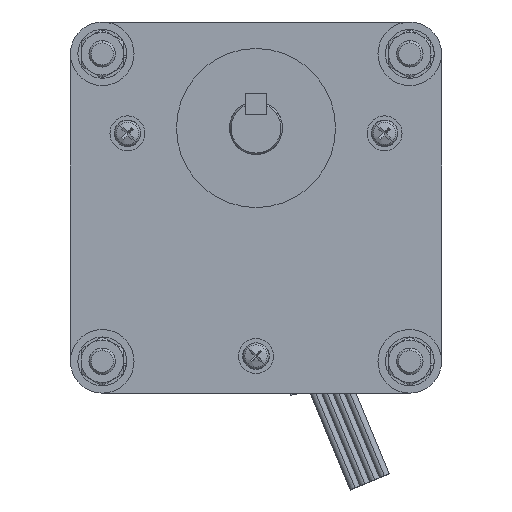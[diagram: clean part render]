
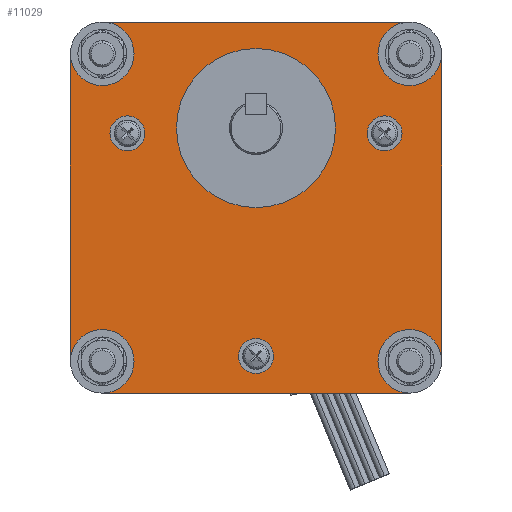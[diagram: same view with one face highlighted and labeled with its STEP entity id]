
A CAD part, left-side view. The second image highlights one B-rep face of the part: STEP entity #11029.
In plain terms, the highlighted planar face has unit normal (-1, 0, 0).
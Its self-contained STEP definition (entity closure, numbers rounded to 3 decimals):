
#10301=CARTESIAN_POINT('POINT10229',(1.,35.,-44.));
#10302=VERTEX_POINT('VERTEX10229',#10301);
#10309=CARTESIAN_POINT('POINT10230',(1.,35.,14.));
#10310=VERTEX_POINT('VERTEX10230',#10309);
#10311=CARTESIAN_POINT('POS14460',(1.,35.,14.));
#10312=DIRECTION('DIR21627',(0.,0.,-1.));
#10313=VECTOR('VEC7293',#10312,1.);
#10314=LINE('STRAIGHT7293',#10311,#10313);
#10315=EDGE_CURVE('EDGE16443',#10310,#10302,#10314,.T.);
#10331=CARTESIAN_POINT('POINT10231',(1.,29.,20.));
#10332=VERTEX_POINT('VERTEX10231',#10331);
#10355=CARTESIAN_POINT('POINT10233',(1.,29.,
   8.));
#10356=VERTEX_POINT('VERTEX10233',#10355);
#10357=CARTESIAN_POINT('POS14466',(1.,29.,
   14.));
#10358=DIRECTION('DIR21635',(1.,0.,0.));
#10359=DIRECTION('DIR21636',(0.,0.,-1.));
#10360=AXIS2_PLACEMENT_3D('AXIS7170',#10357,#10358,#10359);
#10361=CIRCLE('ELLIPSE3073',#10360,6.);
#10362=EDGE_CURVE('EDGE16448',#10356,#10310,#10361,.T.);
#10382=EDGE_CURVE('EDGE16450',#10332,#10356,#10361,.T.);
#10396=CARTESIAN_POINT('POINT10235',(1.,-29.,20.));
#10397=VERTEX_POINT('VERTEX10235',#10396);
#10398=CARTESIAN_POINT('POS14470',(1.,-29.,20.));
#10399=DIRECTION('DIR21641',(0.,1.,0.));
#10400=VECTOR('VEC7299',#10399,1.);
#10401=LINE('STRAIGHT7299',#10398,#10400);
#10402=EDGE_CURVE('EDGE16452',#10397,#10332,#10401,.T.);
#10418=CARTESIAN_POINT('POINT10236',(1.,-35.,14.));
#10419=VERTEX_POINT('VERTEX10236',#10418);
#10442=CARTESIAN_POINT('POINT10238',(1.,-23.,
   14.));
#10443=VERTEX_POINT('VERTEX10238',#10442);
#10444=CARTESIAN_POINT('POS14476',(1.,-29.,
   14.));
#10445=DIRECTION('DIR21649',(1.,0.,0.));
#10446=DIRECTION('DIR21650',(0.,0.,-1.));
#10447=AXIS2_PLACEMENT_3D('AXIS7174',#10444,#10445,#10446);
#10448=CIRCLE('ELLIPSE3075',#10447,6.);
#10449=EDGE_CURVE('EDGE16457',#10443,#10397,#10448,.T.);
#10470=EDGE_CURVE('EDGE16459',#10419,#10443,#10448,.T.);
#10491=CARTESIAN_POINT('POINT10240',(1.,29.,-50.));
#10492=VERTEX_POINT('VERTEX10240',#10491);
#10499=CARTESIAN_POINT('POINT10241',(1.,23.,-44.));
#10500=VERTEX_POINT('VERTEX10241',#10499);
#10501=CARTESIAN_POINT('POS14482',(1.,29.,-44.));
#10502=DIRECTION('DIR21658',(1.,0.,0.));
#10503=DIRECTION('DIR21659',(0.,0.,-1.));
#10504=AXIS2_PLACEMENT_3D('AXIS7177',#10501,#10502,#10503);
#10505=CIRCLE('ELLIPSE3077',#10504,6.);
#10506=EDGE_CURVE('EDGE16463',#10500,#10492,#10505,.T.);
#10527=EDGE_CURVE('EDGE16465',#10302,#10500,#10505,.T.);
#10532=CARTESIAN_POINT('POINT10242',(1.,0.,-39.7));
#10533=VERTEX_POINT('VERTEX10242',#10532);
#10540=CARTESIAN_POINT('POINT10243',(1.,
   0.,-46.3));
#10541=VERTEX_POINT('VERTEX10243',#10540);
#10542=CARTESIAN_POINT('POS14486',(1.,0.,
   -43.));
#10543=DIRECTION('DIR21664',(1.,0.,0.));
#10544=DIRECTION('DIR21665',(0.,0.,1.));
#10545=AXIS2_PLACEMENT_3D('AXIS7179',#10542,#10543,#10544);
#10546=CIRCLE('ELLIPSE3078',#10545,3.3);
#10547=EDGE_CURVE('EDGE16467',#10541,#10533,#10546,.T.);
#10567=EDGE_CURVE('EDGE16469',#10533,#10541,#10546,.T.);
#10572=CARTESIAN_POINT('POINT10244',(1.,
   -24.249,2.3));
#10573=VERTEX_POINT('VERTEX10244',#10572);
#10580=CARTESIAN_POINT('POINT10245',(1.,
   -24.249,-4.3));
#10581=VERTEX_POINT('VERTEX10245',#10580);
#10582=CARTESIAN_POINT('POS14490',(1.,
   -24.249,-1.));
#10583=DIRECTION('DIR21670',(1.,0.,0.));
#10584=DIRECTION('DIR21671',(0.,0.,1.));
#10585=AXIS2_PLACEMENT_3D('AXIS7181',#10582,#10583,#10584);
#10586=CIRCLE('ELLIPSE3079',#10585,3.3);
#10587=EDGE_CURVE('EDGE16471',#10581,#10573,#10586,.T.);
#10607=EDGE_CURVE('EDGE16473',#10573,#10581,#10586,.T.);
#10612=CARTESIAN_POINT('POINT10246',(1.,
   24.249,2.3));
#10613=VERTEX_POINT('VERTEX10246',#10612);
#10620=CARTESIAN_POINT('POINT10247',(1.,
   24.249,-4.3));
#10621=VERTEX_POINT('VERTEX10247',#10620);
#10622=CARTESIAN_POINT('POS14494',(1.,
   24.249,-1.));
#10623=DIRECTION('DIR21676',(1.,0.,0.));
#10624=DIRECTION('DIR21677',(0.,0.,1.));
#10625=AXIS2_PLACEMENT_3D('AXIS7183',#10622,#10623,#10624);
#10626=CIRCLE('ELLIPSE3080',#10625,3.3);
#10627=EDGE_CURVE('EDGE16475',#10621,#10613,#10626,.T.);
#10647=EDGE_CURVE('EDGE16477',#10613,#10621,#10626,.T.);
#10652=CARTESIAN_POINT('POINT10248',(1.,
   0.,15.));
#10653=VERTEX_POINT('VERTEX10248',#10652);
#10661=CARTESIAN_POINT('POINT10249',(1.,0.,
   -15.));
#10662=VERTEX_POINT('VERTEX10249',#10661);
#10669=CARTESIAN_POINT('POS14499',(1.,0.,
   0.));
#10670=DIRECTION('DIR21683',(1.,0.,0.));
#10671=DIRECTION('DIR21684',(0.,0.,1.));
#10672=AXIS2_PLACEMENT_3D('AXIS7185',#10669,#10670,#10671);
#10673=CIRCLE('ELLIPSE3081',#10672,15.);
#10674=EDGE_CURVE('EDGE16480',#10653,#10662,#10673,.T.);
#10685=EDGE_CURVE('EDGE16481',#10662,#10653,#10673,.T.);
#10900=CARTESIAN_POINT('POINT10261',(1.,-35.,-44.));
#10901=VERTEX_POINT('VERTEX10261',#10900);
#10902=CARTESIAN_POINT('POS14521',(1.,-35.,-15.));
#10903=DIRECTION('DIR21718',(0.,0.,1.));
#10904=VECTOR('VEC7324',#10903,1.);
#10905=LINE('STRAIGHT7324',#10902,#10904);
#10906=EDGE_CURVE('EDGE16503',#10901,#10419,#10905,.T.);
#10962=CARTESIAN_POINT('POINT10263',(1.,-29.,-50.));
#10963=VERTEX_POINT('VERTEX10263',#10962);
#10970=CARTESIAN_POINT('POS14528',(1.,29.,-50.));
#10971=DIRECTION('DIR21728',(0.,-1.,0.));
#10972=VECTOR('VEC7328',#10971,1.);
#10973=LINE('STRAIGHT7328',#10970,#10972);
#10974=EDGE_CURVE('EDGE16508',#10492,#10963,#10973,.T.);
#10985=ORIENTED_EDGE('COEDGE32990',*,*,#10685,.T.);
#10986=ORIENTED_EDGE('COEDGE32991',*,*,#10674,.T.);
#10987=EDGE_LOOP('NONE',(#10985,#10986));
#10988=FACE_BOUND('LOOP1',#10987,.T.);
#10989=ORIENTED_EDGE('COEDGE32992',*,*,#10647,.T.);
#10990=ORIENTED_EDGE('COEDGE32993',*,*,#10627,.T.);
#10991=EDGE_LOOP('NONE',(#10989,#10990));
#10992=FACE_BOUND('LOOP1',#10991,.T.);
#10993=ORIENTED_EDGE('COEDGE32994',*,*,#10607,.T.);
#10994=ORIENTED_EDGE('COEDGE32995',*,*,#10587,.T.);
#10995=EDGE_LOOP('NONE',(#10993,#10994));
#10996=FACE_BOUND('LOOP1',#10995,.T.);
#10997=ORIENTED_EDGE('COEDGE32996',*,*,#10567,.T.);
#10998=ORIENTED_EDGE('COEDGE32997',*,*,#10547,.T.);
#10999=EDGE_LOOP('NONE',(#10997,#10998));
#11000=FACE_BOUND('LOOP1',#10999,.T.);
#11001=ORIENTED_EDGE('COEDGE32998',*,*,#10527,.T.);
#11002=ORIENTED_EDGE('COEDGE32999',*,*,#10506,.T.);
#11003=ORIENTED_EDGE('COEDGE33000',*,*,#10974,.T.);
#11004=CARTESIAN_POINT('POINT10264',(1.,-29.,-38.));
#11005=VERTEX_POINT('VERTEX10264',#11004);
#11006=CARTESIAN_POINT('POS14530',(1.,-29.,-44.));
#11007=DIRECTION('DIR21731',(1.,0.,0.));
#11008=DIRECTION('DIR21732',(0.,0.,-1.));
#11009=AXIS2_PLACEMENT_3D('AXIS7202',#11006,#11007,#11008);
#11010=CIRCLE('ELLIPSE3090',#11009,6.);
#11011=EDGE_CURVE('EDGE16509',#10963,#11005,#11010,.T.);
#11012=ORIENTED_EDGE('COEDGE33001',*,*,#11011,.T.);
#11013=EDGE_CURVE('EDGE16510',#11005,#10901,#11010,.T.);
#11014=ORIENTED_EDGE('COEDGE33002',*,*,#11013,.T.);
#11015=ORIENTED_EDGE('COEDGE33003',*,*,#10906,.T.);
#11016=ORIENTED_EDGE('COEDGE33004',*,*,#10470,.T.);
#11017=ORIENTED_EDGE('COEDGE33005',*,*,#10449,.T.);
#11018=ORIENTED_EDGE('COEDGE33006',*,*,#10402,.T.);
#11019=ORIENTED_EDGE('COEDGE33007',*,*,#10382,.T.);
#11020=ORIENTED_EDGE('COEDGE33008',*,*,#10362,.T.);
#11021=ORIENTED_EDGE('COEDGE33009',*,*,#10315,.T.);
#11022=EDGE_LOOP('NONE',(#11001,#11002,#11003,#11012,#11014,#11015,
   #11016,#11017,#11018,#11019,#11020,#11021));
#11023=FACE_BOUND('LOOP1',#11022,.T.);
#11024=CARTESIAN_POINT('POS14531',(1.,0.,-15.));
#11025=DIRECTION('DIR21733',(1.,0.,0.));
#11026=DIRECTION('DIR21734',(0.,1.,0.));
#11027=AXIS2_PLACEMENT_3D('AXIS7203',#11024,#11025,#11026);
#11028=PLANE('PLANE2895',#11027);
#11029=ADVANCED_FACE('FACE6791',(#10988,#10992,#10996,#11000,#11023),
   #11028,.F.);
